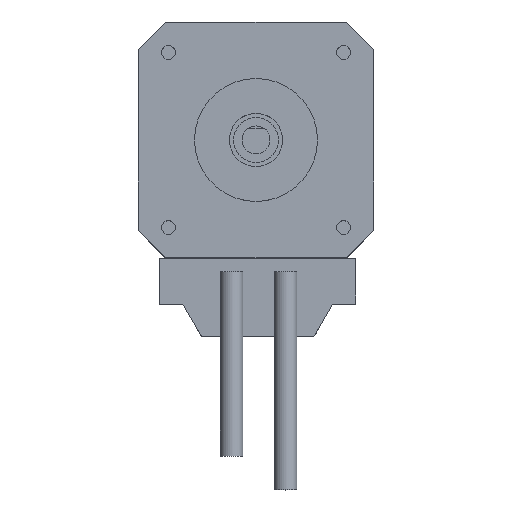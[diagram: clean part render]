
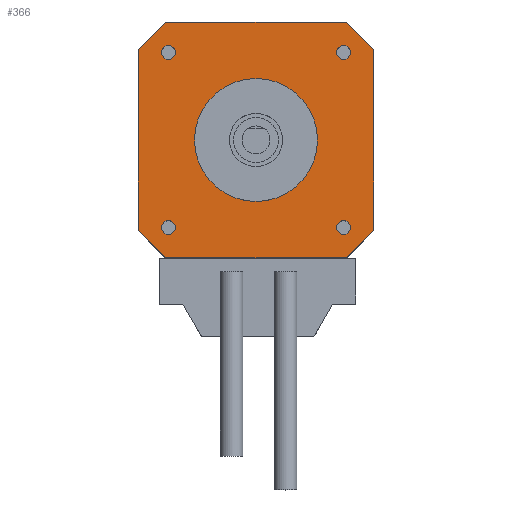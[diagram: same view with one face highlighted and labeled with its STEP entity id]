
A CAD part, top view. The second image highlights one B-rep face of the part: STEP entity #366.
In plain terms, the highlighted planar face has unit normal (0, 0, 1).
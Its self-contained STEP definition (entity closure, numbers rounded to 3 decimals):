
#187=FACE_BOUND('',#669,.T.);
#188=FACE_BOUND('',#670,.T.);
#189=FACE_BOUND('',#671,.T.);
#190=FACE_BOUND('',#672,.T.);
#191=FACE_BOUND('',#673,.T.);
#192=FACE_BOUND('',#674,.T.);
#293=CIRCLE('',#2166,1.25);
#294=CIRCLE('',#2167,1.25);
#295=CIRCLE('',#2168,1.25);
#296=CIRCLE('',#2169,1.25);
#297=CIRCLE('',#2170,11.);
#366=ADVANCED_FACE('',(#187,#188,#189,#190,#191,#192),#492,.F.);
#492=PLANE('',#2171);
#669=EDGE_LOOP('',(#877));
#670=EDGE_LOOP('',(#878));
#671=EDGE_LOOP('',(#879));
#672=EDGE_LOOP('',(#880));
#673=EDGE_LOOP('',(#881));
#674=EDGE_LOOP('',(#882,#883,#884,#885,#886,#887,#888,#889));
#877=ORIENTED_EDGE('',*,*,#1574,.F.);
#878=ORIENTED_EDGE('',*,*,#1575,.F.);
#879=ORIENTED_EDGE('',*,*,#1576,.F.);
#880=ORIENTED_EDGE('',*,*,#1577,.F.);
#881=ORIENTED_EDGE('',*,*,#1578,.F.);
#882=ORIENTED_EDGE('',*,*,#1559,.F.);
#883=ORIENTED_EDGE('',*,*,#1579,.T.);
#884=ORIENTED_EDGE('',*,*,#1553,.F.);
#885=ORIENTED_EDGE('',*,*,#1580,.T.);
#886=ORIENTED_EDGE('',*,*,#1551,.F.);
#887=ORIENTED_EDGE('',*,*,#1581,.T.);
#888=ORIENTED_EDGE('',*,*,#1563,.F.);
#889=ORIENTED_EDGE('',*,*,#1582,.T.);
#1362=VERTEX_POINT('',#2959);
#1363=VERTEX_POINT('',#2961);
#1364=VERTEX_POINT('',#2965);
#1365=VERTEX_POINT('',#2966);
#1370=VERTEX_POINT('',#2977);
#1371=VERTEX_POINT('',#2979);
#1374=VERTEX_POINT('',#2986);
#1375=VERTEX_POINT('',#2988);
#1381=VERTEX_POINT('',#3007);
#1382=VERTEX_POINT('',#3009);
#1383=VERTEX_POINT('',#3011);
#1384=VERTEX_POINT('',#3013);
#1385=VERTEX_POINT('',#3015);
#1551=EDGE_CURVE('',#1362,#1363,#1807,.T.);
#1553=EDGE_CURVE('',#1364,#1365,#1809,.T.);
#1559=EDGE_CURVE('',#1370,#1371,#1815,.T.);
#1563=EDGE_CURVE('',#1374,#1375,#1819,.T.);
#1574=EDGE_CURVE('',#1381,#1381,#293,.T.);
#1575=EDGE_CURVE('',#1382,#1382,#294,.T.);
#1576=EDGE_CURVE('',#1383,#1383,#295,.T.);
#1577=EDGE_CURVE('',#1384,#1384,#296,.T.);
#1578=EDGE_CURVE('',#1385,#1385,#297,.T.);
#1579=EDGE_CURVE('',#1370,#1365,#1825,.T.);
#1580=EDGE_CURVE('',#1364,#1363,#1826,.T.);
#1581=EDGE_CURVE('',#1362,#1375,#1827,.T.);
#1582=EDGE_CURVE('',#1374,#1371,#1828,.T.);
#1807=LINE('',#2960,#1982);
#1809=LINE('',#2964,#1984);
#1815=LINE('',#2978,#1990);
#1819=LINE('',#2987,#1994);
#1825=LINE('',#3016,#2000);
#1826=LINE('',#3017,#2001);
#1827=LINE('',#3018,#2002);
#1828=LINE('',#3019,#2003);
#1982=VECTOR('',#2367,1.);
#1984=VECTOR('',#2371,1.);
#1990=VECTOR('',#2379,1.);
#1994=VECTOR('',#2385,1.);
#2000=VECTOR('',#2415,1.);
#2001=VECTOR('',#2416,1.);
#2002=VECTOR('',#2417,1.);
#2003=VECTOR('',#2418,1.);
#2166=AXIS2_PLACEMENT_3D('',#3006,#2405,#2406);
#2167=AXIS2_PLACEMENT_3D('',#3008,#2407,#2408);
#2168=AXIS2_PLACEMENT_3D('',#3010,#2409,#2410);
#2169=AXIS2_PLACEMENT_3D('',#3012,#2411,#2412);
#2170=AXIS2_PLACEMENT_3D('',#3014,#2413,#2414);
#2171=AXIS2_PLACEMENT_3D('',#3020,#2419,#2420);
#2367=DIRECTION('',(-1.,0.,0.));
#2371=DIRECTION('',(0.,1.,0.));
#2379=DIRECTION('',(1.,0.,0.));
#2385=DIRECTION('',(0.,-1.,0.));
#2405=DIRECTION('',(0.,0.,1.));
#2406=DIRECTION('',(0.,1.,0.));
#2407=DIRECTION('',(0.,0.,1.));
#2408=DIRECTION('',(1.,0.,0.));
#2409=DIRECTION('',(0.,0.,1.));
#2410=DIRECTION('',(-1.,0.,0.));
#2411=DIRECTION('',(0.,0.,1.));
#2412=DIRECTION('',(0.,-1.,0.));
#2413=DIRECTION('',(0.,0.,1.));
#2414=DIRECTION('',(1.,0.,0.));
#2415=DIRECTION('',(-0.707,-0.707,0.));
#2416=DIRECTION('',(0.707,-0.707,0.));
#2417=DIRECTION('',(0.707,0.707,0.));
#2418=DIRECTION('',(-0.707,0.707,0.));
#2419=DIRECTION('',(0.,0.,-1.));
#2420=DIRECTION('',(-1.,0.,0.));
#2959=CARTESIAN_POINT('',(12.2,-15.2,0.));
#2960=CARTESIAN_POINT('',(17.2,-15.2,0.));
#2961=CARTESIAN_POINT('',(-20.,-15.2,0.));
#2964=CARTESIAN_POINT('',(-25.,-15.2,0.));
#2965=CARTESIAN_POINT('',(-25.,-10.2,0.));
#2966=CARTESIAN_POINT('',(-25.,22.,0.));
#2977=CARTESIAN_POINT('',(-20.,27.,0.));
#2978=CARTESIAN_POINT('',(-25.,27.,0.));
#2979=CARTESIAN_POINT('',(12.2,27.,0.));
#2986=CARTESIAN_POINT('',(17.2,22.,0.));
#2987=CARTESIAN_POINT('',(17.2,27.,0.));
#2988=CARTESIAN_POINT('',(17.2,-10.2,0.));
#3006=CARTESIAN_POINT('',(-19.55,-9.75,0.));
#3007=CARTESIAN_POINT('',(-19.55,-8.5,0.));
#3008=CARTESIAN_POINT('',(-19.55,21.55,0.));
#3009=CARTESIAN_POINT('',(-18.3,21.55,0.));
#3010=CARTESIAN_POINT('',(11.75,-9.75,0.));
#3011=CARTESIAN_POINT('',(10.5,-9.75,0.));
#3012=CARTESIAN_POINT('',(11.75,21.55,0.));
#3013=CARTESIAN_POINT('',(11.75,20.3,0.));
#3014=CARTESIAN_POINT('',(-3.9,5.9,0.));
#3015=CARTESIAN_POINT('',(7.1,5.9,0.));
#3016=CARTESIAN_POINT('',(-20.,27.,0.));
#3017=CARTESIAN_POINT('',(-25.,-10.2,0.));
#3018=CARTESIAN_POINT('',(12.2,-15.2,0.));
#3019=CARTESIAN_POINT('',(17.2,22.,0.));
#3020=CARTESIAN_POINT('',(0.,0.,0.));
